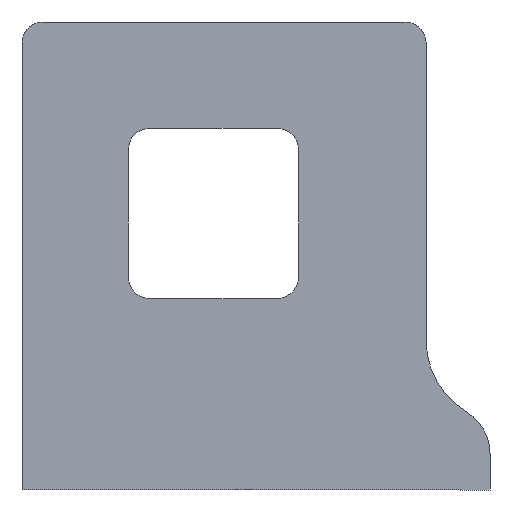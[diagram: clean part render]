
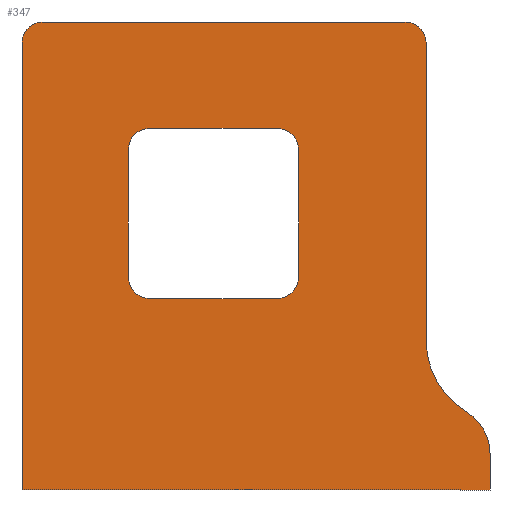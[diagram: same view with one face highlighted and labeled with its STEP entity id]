
A CAD part, front view. The second image highlights one B-rep face of the part: STEP entity #347.
In plain terms, the highlighted planar face has unit normal (0, -1, 0).
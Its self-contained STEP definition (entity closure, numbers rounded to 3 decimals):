
#79=(
BOUNDED_CURVE()
B_SPLINE_CURVE(3,(#888,#889,#890,#891),.UNSPECIFIED.,.F.,.F.)
B_SPLINE_CURVE_WITH_KNOTS((4,4),(0.,1.),.PIECEWISE_BEZIER_KNOTS.)
CURVE()
GEOMETRIC_REPRESENTATION_ITEM()
RATIONAL_B_SPLINE_CURVE((0.534,0.489,0.489,
0.534))
REPRESENTATION_ITEM('')
);
#81=(
BOUNDED_CURVE()
B_SPLINE_CURVE(3,(#909,#910,#911,#912),.UNSPECIFIED.,.F.,.F.)
B_SPLINE_CURVE_WITH_KNOTS((4,4),(0.,1.),.PIECEWISE_BEZIER_KNOTS.)
CURVE()
GEOMETRIC_REPRESENTATION_ITEM()
RATIONAL_B_SPLINE_CURVE((0.534,0.489,0.489,
0.534))
REPRESENTATION_ITEM('')
);
#158=ORIENTED_EDGE('',*,*,#216,.T.);
#159=ORIENTED_EDGE('',*,*,#220,.T.);
#160=ORIENTED_EDGE('',*,*,#223,.T.);
#161=ORIENTED_EDGE('',*,*,#226,.T.);
#162=ORIENTED_EDGE('',*,*,#229,.T.);
#163=ORIENTED_EDGE('',*,*,#232,.T.);
#164=ORIENTED_EDGE('',*,*,#235,.T.);
#165=ORIENTED_EDGE('',*,*,#238,.T.);
#166=ORIENTED_EDGE('',*,*,#240,.T.);
#167=ORIENTED_EDGE('',*,*,#194,.T.);
#168=ORIENTED_EDGE('',*,*,#198,.T.);
#169=ORIENTED_EDGE('',*,*,#201,.T.);
#170=ORIENTED_EDGE('',*,*,#204,.T.);
#171=ORIENTED_EDGE('',*,*,#207,.T.);
#172=ORIENTED_EDGE('',*,*,#210,.T.);
#173=ORIENTED_EDGE('',*,*,#213,.T.);
#174=ORIENTED_EDGE('',*,*,#242,.T.);
#194=EDGE_CURVE('',#246,#245,#485,.T.);
#198=EDGE_CURVE('',#245,#248,#368,.T.);
#201=EDGE_CURVE('',#248,#250,#490,.T.);
#204=EDGE_CURVE('',#250,#252,#370,.T.);
#207=EDGE_CURVE('',#252,#254,#494,.T.);
#210=EDGE_CURVE('',#254,#256,#372,.T.);
#213=EDGE_CURVE('',#256,#258,#498,.T.);
#216=EDGE_CURVE('',#262,#261,#501,.T.);
#220=EDGE_CURVE('',#261,#264,#505,.T.);
#223=EDGE_CURVE('',#264,#266,#508,.T.);
#226=EDGE_CURVE('',#266,#268,#79,.T.);
#229=EDGE_CURVE('',#268,#270,#81,.T.);
#232=EDGE_CURVE('',#270,#272,#513,.T.);
#235=EDGE_CURVE('',#272,#274,#374,.T.);
#238=EDGE_CURVE('',#274,#276,#517,.T.);
#240=EDGE_CURVE('',#276,#262,#376,.T.);
#242=EDGE_CURVE('',#258,#246,#378,.T.);
#245=VERTEX_POINT('',#812);
#246=VERTEX_POINT('',#814);
#248=VERTEX_POINT('',#820);
#250=VERTEX_POINT('',#826);
#252=VERTEX_POINT('',#832);
#254=VERTEX_POINT('',#838);
#256=VERTEX_POINT('',#844);
#258=VERTEX_POINT('',#850);
#261=VERTEX_POINT('',#857);
#262=VERTEX_POINT('',#859);
#264=VERTEX_POINT('',#865);
#266=VERTEX_POINT('',#871);
#268=VERTEX_POINT('',#887);
#270=VERTEX_POINT('',#908);
#272=VERTEX_POINT('',#917);
#274=VERTEX_POINT('',#923);
#276=VERTEX_POINT('',#929);
#294=EDGE_LOOP('',(#158,#159,#160,#161,#162,#163,#164,#165,#166));
#295=EDGE_LOOP('',(#167,#168,#169,#170,#171,#172,#173,#174));
#315=FACE_BOUND('',#294,.T.);
#316=FACE_BOUND('',#295,.T.);
#328=PLANE('',#610);
#347=ADVANCED_FACE('',(#315,#316),#328,.F.);
#368=CIRCLE('',#586,1.);
#370=CIRCLE('',#590,1.);
#372=CIRCLE('',#594,1.);
#374=CIRCLE('',#602,1.);
#376=CIRCLE('',#606,1.);
#378=CIRCLE('',#609,1.);
#485=LINE('',#813,#530);
#490=LINE('',#827,#535);
#494=LINE('',#839,#539);
#498=LINE('',#851,#543);
#501=LINE('',#858,#546);
#505=LINE('',#866,#550);
#508=LINE('',#872,#553);
#513=LINE('',#918,#558);
#517=LINE('',#930,#562);
#530=VECTOR('',#660,1000.);
#535=VECTOR('',#673,1000.);
#539=VECTOR('',#685,1000.);
#543=VECTOR('',#697,1000.);
#546=VECTOR('',#702,1000.);
#550=VECTOR('',#708,1000.);
#553=VECTOR('',#713,1000.);
#558=VECTOR('',#720,1000.);
#562=VECTOR('',#732,1000.);
#586=AXIS2_PLACEMENT_3D('',#821,#667,#668);
#590=AXIS2_PLACEMENT_3D('',#833,#679,#680);
#594=AXIS2_PLACEMENT_3D('',#845,#691,#692);
#602=AXIS2_PLACEMENT_3D('',#924,#726,#727);
#606=AXIS2_PLACEMENT_3D('',#933,#737,#738);
#609=AXIS2_PLACEMENT_3D('',#936,#743,#744);
#610=AXIS2_PLACEMENT_3D('',#937,#745,#746);
#660=DIRECTION('',(0.,0.,1.));
#667=DIRECTION('',(0.,1.,0.));
#668=DIRECTION('',(1.,0.,0.));
#673=DIRECTION('',(1.,0.,0.));
#679=DIRECTION('',(0.,1.,0.));
#680=DIRECTION('',(1.,0.,0.));
#685=DIRECTION('',(0.,0.,-1.));
#691=DIRECTION('',(0.,1.,0.));
#692=DIRECTION('',(1.,0.,0.));
#697=DIRECTION('',(-1.,0.,0.));
#702=DIRECTION('',(0.,0.,-1.));
#708=DIRECTION('',(1.,0.,0.));
#713=DIRECTION('',(0.,0.,1.));
#720=DIRECTION('',(0.,0.,1.));
#726=DIRECTION('',(0.,-1.,0.));
#727=DIRECTION('',(1.,0.,0.));
#732=DIRECTION('',(-1.,0.,0.));
#737=DIRECTION('',(0.,-1.,0.));
#738=DIRECTION('',(1.,0.,0.));
#743=DIRECTION('',(0.,1.,0.));
#744=DIRECTION('',(1.,0.,0.));
#745=DIRECTION('',(0.,1.,0.));
#746=DIRECTION('',(0.,0.,1.));
#812=CARTESIAN_POINT('',(-6.719,-7.,16.));
#813=CARTESIAN_POINT('',(-6.719,-7.,10.));
#814=CARTESIAN_POINT('',(-6.719,-7.,10.));
#820=CARTESIAN_POINT('',(-5.719,-7.,17.));
#821=CARTESIAN_POINT('',(-5.719,-7.,16.));
#826=CARTESIAN_POINT('',(0.281,-7.,17.));
#827=CARTESIAN_POINT('',(-5.719,-7.,17.));
#832=CARTESIAN_POINT('',(1.281,-7.,16.));
#833=CARTESIAN_POINT('',(0.281,-7.,16.));
#838=CARTESIAN_POINT('',(1.281,-7.,10.));
#839=CARTESIAN_POINT('',(1.281,-7.,16.));
#844=CARTESIAN_POINT('',(0.281,-7.,9.));
#845=CARTESIAN_POINT('',(0.281,-7.,10.));
#850=CARTESIAN_POINT('',(-5.719,-7.,9.));
#851=CARTESIAN_POINT('',(0.281,-7.,9.));
#857=CARTESIAN_POINT('',(-11.719,-7.,0.));
#858=CARTESIAN_POINT('',(-11.719,-7.,21.));
#859=CARTESIAN_POINT('',(-11.719,-7.,21.));
#865=CARTESIAN_POINT('',(10.281,-7.,0.));
#866=CARTESIAN_POINT('',(-11.719,-7.,0.));
#871=CARTESIAN_POINT('',(10.281,-7.,1.693));
#872=CARTESIAN_POINT('',(10.281,-7.,0.));
#887=CARTESIAN_POINT('',(9.172,-7.,3.669));
#888=CARTESIAN_POINT('',(10.281,-7.,1.693));
#889=CARTESIAN_POINT('',(10.281,-7.,2.519));
#890=CARTESIAN_POINT('',(9.878,-7.,3.239));
#891=CARTESIAN_POINT('',(9.172,-7.,3.669));
#908=CARTESIAN_POINT('',(7.281,-7.,7.034));
#909=CARTESIAN_POINT('',(9.172,-7.,3.669));
#910=CARTESIAN_POINT('',(7.971,-7.,4.401));
#911=CARTESIAN_POINT('',(7.281,-7.,5.627));
#912=CARTESIAN_POINT('',(7.281,-7.,7.034));
#917=CARTESIAN_POINT('',(7.281,-7.,21.));
#918=CARTESIAN_POINT('',(7.281,-7.,7.034));
#923=CARTESIAN_POINT('',(6.281,-7.,22.));
#924=CARTESIAN_POINT('',(6.281,-7.,21.));
#929=CARTESIAN_POINT('',(-10.719,-7.,22.));
#930=CARTESIAN_POINT('',(6.281,-7.,22.));
#933=CARTESIAN_POINT('',(-10.719,-7.,21.));
#936=CARTESIAN_POINT('',(-5.719,-7.,10.));
#937=CARTESIAN_POINT('',(9.986,-7.,2.826));
